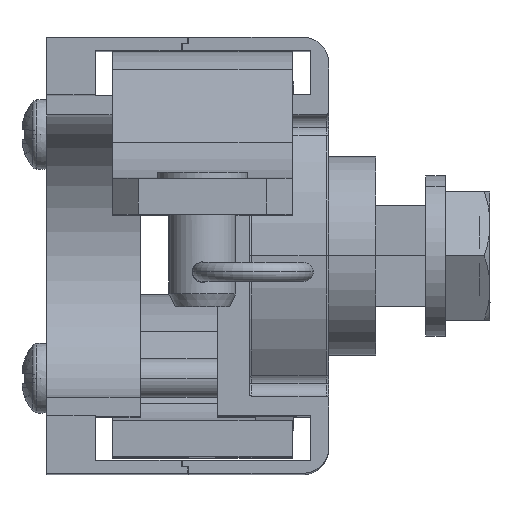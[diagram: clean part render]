
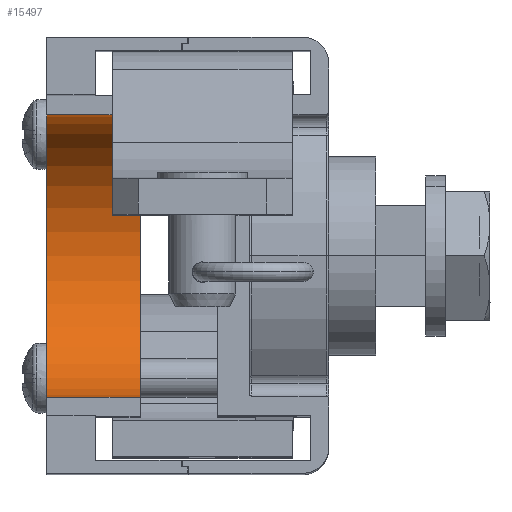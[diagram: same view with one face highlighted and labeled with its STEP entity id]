
A CAD part, top view. The second image highlights one B-rep face of the part: STEP entity #15497.
In plain terms, the highlighted cylindrical face has radius 11 mm (diameter 22 mm), a partial arc.
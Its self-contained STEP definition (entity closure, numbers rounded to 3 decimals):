
#751 = CARTESIAN_POINT ( 'NONE',  ( -2.2, 17., 32.8 ) ) ;
#1107 = LINE ( 'NONE', #16045, #4711 ) ;
#1600 = CARTESIAN_POINT ( 'NONE',  ( -3.7, 17., 32.8 ) ) ;
#1625 = DIRECTION ( 'NONE',  ( -1., 0., 0. ) ) ;
#1800 = AXIS2_PLACEMENT_3D ( 'NONE', #1600, #9142, #5381 ) ;
#1849 = CARTESIAN_POINT ( 'NONE',  ( -11., 17., 32.8 ) ) ;
#2058 = CARTESIAN_POINT ( 'NONE',  ( -11., 28., 32.8 ) ) ;
#4047 = ORIENTED_EDGE ( 'NONE', *, *, #14611, .F. ) ;
#4323 = VERTEX_POINT ( 'NONE', #7082 ) ;
#4440 = EDGE_CURVE ( 'NONE', #12364, #5485, #9633, .T. ) ;
#4445 = CIRCLE ( 'NONE', #1800, 11. ) ;
#4560 = CARTESIAN_POINT ( 'NONE',  ( -2.2, 28., 32.8 ) ) ;
#4677 = CARTESIAN_POINT ( 'NONE',  ( -11., 6., 32.8 ) ) ;
#4711 = VECTOR ( 'NONE', #9751, 1000. ) ;
#5113 = ORIENTED_EDGE ( 'NONE', *, *, #4440, .T. ) ;
#5381 = DIRECTION ( 'NONE',  ( 0., 1., 0. ) ) ;
#5485 = VERTEX_POINT ( 'NONE', #2058 ) ;
#5925 = DIRECTION ( 'NONE',  ( -1., 0., 0. ) ) ;
#6406 = AXIS2_PLACEMENT_3D ( 'NONE', #751, #5925, #16303 ) ;
#6646 = ORIENTED_EDGE ( 'NONE', *, *, #7696, .T. ) ;
#7082 = CARTESIAN_POINT ( 'NONE',  ( -3.7, 6., 32.8 ) ) ;
#7696 = EDGE_CURVE ( 'NONE', #4323, #12364, #1107, .T. ) ;
#7776 = VECTOR ( 'NONE', #8503, 1000. ) ;
#7925 = FACE_OUTER_BOUND ( 'NONE', #14041, .T. ) ;
#8503 = DIRECTION ( 'NONE',  ( -1., 0., 0. ) ) ;
#9142 = DIRECTION ( 'NONE',  ( -1., 0., 0. ) ) ;
#9274 = EDGE_CURVE ( 'NONE', #4323, #13137, #4445, .T. ) ;
#9633 = CIRCLE ( 'NONE', #10196, 11. ) ;
#9751 = DIRECTION ( 'NONE',  ( -1., 0., 0. ) ) ;
#10196 = AXIS2_PLACEMENT_3D ( 'NONE', #1849, #1625, #10653 ) ;
#10653 = DIRECTION ( 'NONE',  ( 0., 0., -1. ) ) ;
#11280 = ORIENTED_EDGE ( 'NONE', *, *, #9274, .F. ) ;
#12364 = VERTEX_POINT ( 'NONE', #4677 ) ;
#13035 = LINE ( 'NONE', #4560, #7776 ) ;
#13137 = VERTEX_POINT ( 'NONE', #13214 ) ;
#13214 = CARTESIAN_POINT ( 'NONE',  ( -3.7, 28., 32.8 ) ) ;
#14041 = EDGE_LOOP ( 'NONE', ( #6646, #5113, #4047, #11280 ) ) ;
#14611 = EDGE_CURVE ( 'NONE', #13137, #5485, #13035, .T. ) ;
#15379 = CYLINDRICAL_SURFACE ( 'NONE', #6406, 11. ) ;
#15497 = ADVANCED_FACE ( 'NONE', ( #7925 ), #15379, .F. ) ;
#16045 = CARTESIAN_POINT ( 'NONE',  ( -2.2, 6., 32.8 ) ) ;
#16303 = DIRECTION ( 'NONE',  ( 0., -1., 0. ) ) ;
